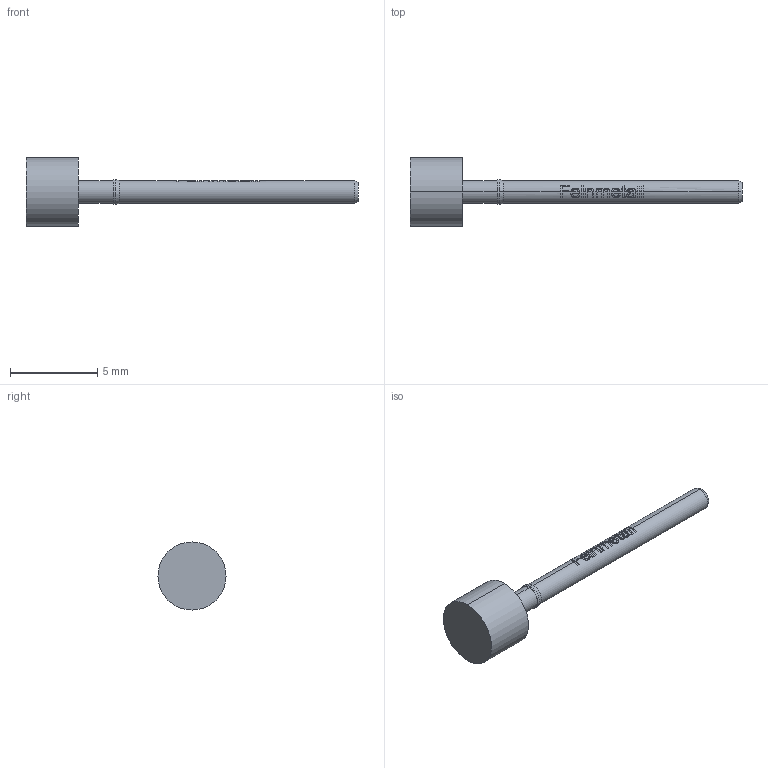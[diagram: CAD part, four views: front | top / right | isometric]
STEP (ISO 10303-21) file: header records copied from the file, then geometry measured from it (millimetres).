
FILE_DESCRIPTION (( 'STEP AP203' ), '1' );
FILE_NAME ('MOD-I-P1S4.step', '2015-07-09T11:54:43', ( 'firstrun' ), ( 'Hewlett-Packard Company' ), 'SwSTEP 2.0', 'SolidWorks 2012', '' );
FILE_SCHEMA (( 'CONFIG_CONTROL_DESIGN' ));
Length unit declared in the file: millimetre
Products named in the file (1): MOD-I-P1S4
Bounding box: 19 x 3.9 x 3.9 mm (x, y, z)
Volume: 57.1 mm3; surface area: 126.5 mm2
Topology: 1 solids, 1 shells, 169 faces, 477 edges, 316 vertices
Faces by surface type: plane 65, bspline 62, cylinder 38, cone 4
Entity records: 8103 total; most frequent: CARTESIAN_POINT 4150, ORIENTED_EDGE 954, DIRECTION 592, EDGE_CURVE 477, VERTEX_POINT 316, AXIS2_PLACEMENT_3D 224, B_SPLINE_CURVE_WITH_KNOTS 217, EDGE_LOOP 175
